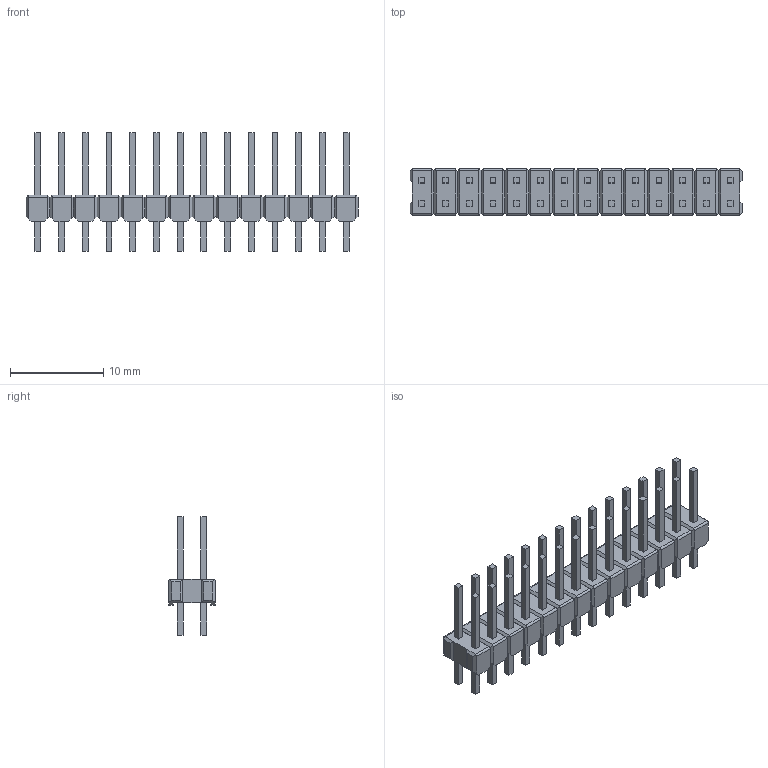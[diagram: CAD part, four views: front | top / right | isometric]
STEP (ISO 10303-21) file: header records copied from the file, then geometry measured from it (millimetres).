
FILE_DESCRIPTION((''),'2;1');
FILE_NAME('C-1-826632-4','2017-03-30T',('workeradm'),('Tyco Electronics Ltd.'),'CREO PARAMETRIC BY PTC INC, 2016050','CREO PARAMETRIC BY PTC INC, 2016050','');
FILE_SCHEMA(('AUTOMOTIVE_DESIGN { 1 0 10303 214 1 1 1 1 }'));
Length unit declared in the file: millimetre
Products named in the file (1): C-1-826632-4
Bounding box: 35.56 x 5 x 12.7 mm (x, y, z)
Volume: 549.2 mm3; surface area: 1333.5 mm2
Topology: 1 solids, 1 shells, 546 faces, 1404 edges, 916 vertices
Faces by surface type: plane 518, cylinder 28
Entity records: 16436 total; most frequent: CARTESIAN_POINT 3204, ORIENTED_EDGE 2808, DIRECTION 2384, EDGE_CURVE 1404, VECTOR 1292, LINE 1292, VERTEX_POINT 916, EDGE_LOOP 602
